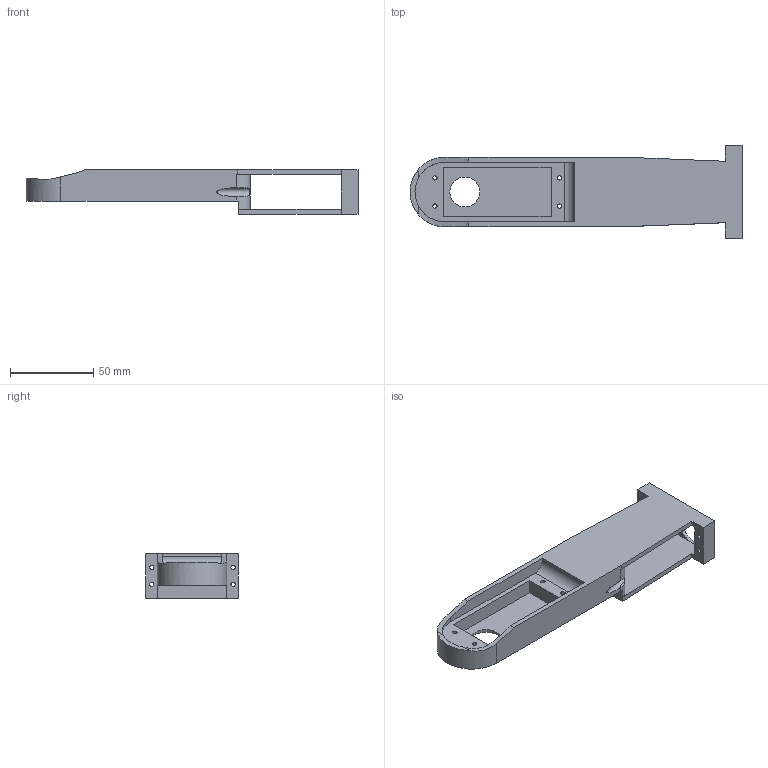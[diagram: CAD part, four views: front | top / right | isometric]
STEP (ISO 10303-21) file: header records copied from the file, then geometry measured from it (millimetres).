
FILE_DESCRIPTION(/* description */ (''),/* implementation_level */ '2;1');
FILE_NAME(/* name */ 'part4 v16_ipt_a8cdfd73.STEP',/* time_stamp */ '2023-06-22T00:15:25+06:00',/* author */ ('AdminForWorker'),/* organization */ (''),/* preprocessor_version */ 'ST-DEVELOPER v18.1',/* originating_system */ 'Autodesk Inventor 2021',/* authorisation */ '');
FILE_SCHEMA (('AUTOMOTIVE_DESIGN { 1 0 10303 214 3 1 1 }'));
Length unit declared in the file: millimetre
Products named in the file (1): part4
Bounding box: 200 x 56 x 27 mm (x, y, z)
Volume: 79889.2 mm3; surface area: 35088.1 mm2
Topology: 1 solids, 1 shells, 54 faces, 161 edges, 108 vertices
Faces by surface type: plane 35, cylinder 17, bspline 2
Full cylindrical faces by diameter (mm): 2.6 x8, 18 x1, 20.5 x1
Entity records: 2079 total; most frequent: CARTESIAN_POINT 522, ORIENTED_EDGE 322, DIRECTION 293, EDGE_CURVE 161, LINE 111, VECTOR 111, VERTEX_POINT 108, AXIS2_PLACEMENT_3D 91
